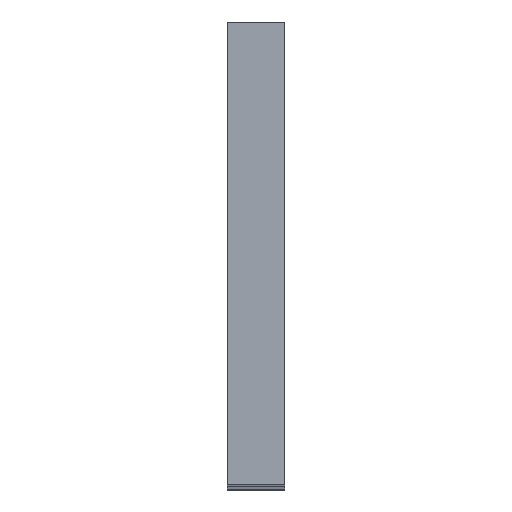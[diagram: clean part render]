
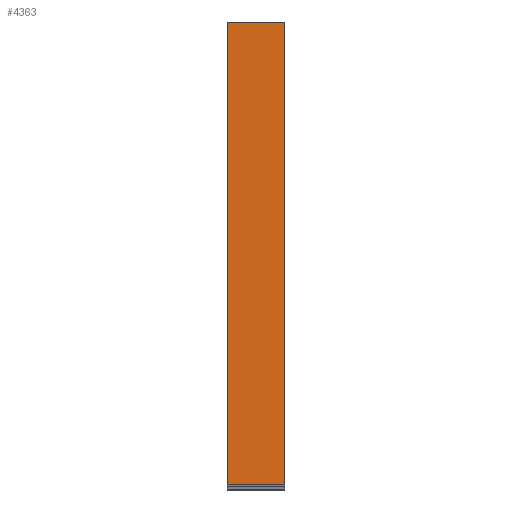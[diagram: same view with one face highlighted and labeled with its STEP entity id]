
A CAD part, top view. The second image highlights one B-rep face of the part: STEP entity #4363.
In plain terms, the highlighted planar face has unit normal (0, 0, 1).
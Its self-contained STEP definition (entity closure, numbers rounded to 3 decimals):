
#32 = PLANE('',#33);
#33 = AXIS2_PLACEMENT_3D('',#34,#35,#36);
#34 = CARTESIAN_POINT('',(1628.,-470.,-480.5));
#35 = DIRECTION('',(-1.,0.,0.));
#36 = DIRECTION('',(0.,0.,1.));
#235 = VERTEX_POINT('',#236);
#236 = CARTESIAN_POINT('',(1628.,-530.,-103.));
#250 = PLANE('',#251);
#251 = AXIS2_PLACEMENT_3D('',#252,#253,#254);
#252 = CARTESIAN_POINT('',(1628.,-530.,-838.));
#253 = DIRECTION('',(0.,-1.,0.));
#254 = DIRECTION('',(0.,0.,1.));
#262 = EDGE_CURVE('',#235,#263,#265,.T.);
#263 = VERTEX_POINT('',#264);
#264 = CARTESIAN_POINT('',(1628.,-410.,-103.));
#265 = SURFACE_CURVE('',#266,(#270,#277),.PCURVE_S1.);
#266 = LINE('',#267,#268);
#267 = CARTESIAN_POINT('',(1628.,-530.,-103.));
#268 = VECTOR('',#269,1.);
#269 = DIRECTION('',(0.,1.,0.));
#270 = PCURVE('',#32,#271);
#271 = DEFINITIONAL_REPRESENTATION('',(#272),#276);
#272 = LINE('',#273,#274);
#273 = CARTESIAN_POINT('',(377.5,-60.));
#274 = VECTOR('',#275,1.);
#275 = DIRECTION('',(0.,1.));
#276 = ( GEOMETRIC_REPRESENTATION_CONTEXT(2) 
PARAMETRIC_REPRESENTATION_CONTEXT() REPRESENTATION_CONTEXT('2D SPACE',''
  ) );
#277 = PCURVE('',#278,#283);
#278 = PLANE('',#279);
#279 = AXIS2_PLACEMENT_3D('',#280,#281,#282);
#280 = CARTESIAN_POINT('',(1628.,-470.,-103.));
#281 = DIRECTION('',(0.,0.,1.));
#282 = DIRECTION('',(-1.,0.,0.));
#283 = DEFINITIONAL_REPRESENTATION('',(#284),#288);
#284 = LINE('',#285,#286);
#285 = CARTESIAN_POINT('',(0.,60.));
#286 = VECTOR('',#287,1.);
#287 = DIRECTION('',(0.,-1.));
#288 = ( GEOMETRIC_REPRESENTATION_CONTEXT(2) 
PARAMETRIC_REPRESENTATION_CONTEXT() REPRESENTATION_CONTEXT('2D SPACE',''
  ) );
#306 = PLANE('',#307);
#307 = AXIS2_PLACEMENT_3D('',#308,#309,#310);
#308 = CARTESIAN_POINT('',(1628.,-410.,-123.));
#309 = DIRECTION('',(0.,1.,0.));
#310 = DIRECTION('',(0.,0.,-1.));
#1333 = PLANE('',#1334);
#1334 = AXIS2_PLACEMENT_3D('',#1335,#1336,#1337);
#1335 = CARTESIAN_POINT('',(1613.,-470.,-480.5));
#1336 = DIRECTION('',(-1.,0.,0.));
#1337 = DIRECTION('',(0.,0.,1.));
#1518 = VERTEX_POINT('',#1519);
#1519 = CARTESIAN_POINT('',(1613.,-410.,-103.));
#1540 = EDGE_CURVE('',#1518,#1541,#1543,.T.);
#1541 = VERTEX_POINT('',#1542);
#1542 = CARTESIAN_POINT('',(1613.,-530.,-103.));
#1543 = SURFACE_CURVE('',#1544,(#1548,#1555),.PCURVE_S1.);
#1544 = LINE('',#1545,#1546);
#1545 = CARTESIAN_POINT('',(1613.,-410.,-103.));
#1546 = VECTOR('',#1547,1.);
#1547 = DIRECTION('',(0.,-1.,0.));
#1548 = PCURVE('',#1333,#1549);
#1549 = DEFINITIONAL_REPRESENTATION('',(#1550),#1554);
#1550 = LINE('',#1551,#1552);
#1551 = CARTESIAN_POINT('',(377.5,60.));
#1552 = VECTOR('',#1553,1.);
#1553 = DIRECTION('',(0.,-1.));
#1554 = ( GEOMETRIC_REPRESENTATION_CONTEXT(2) 
PARAMETRIC_REPRESENTATION_CONTEXT() REPRESENTATION_CONTEXT('2D SPACE',''
  ) );
#1555 = PCURVE('',#278,#1556);
#1556 = DEFINITIONAL_REPRESENTATION('',(#1557),#1561);
#1557 = LINE('',#1558,#1559);
#1558 = CARTESIAN_POINT('',(15.,-60.));
#1559 = VECTOR('',#1560,1.);
#1560 = DIRECTION('',(0.,1.));
#1561 = ( GEOMETRIC_REPRESENTATION_CONTEXT(2) 
PARAMETRIC_REPRESENTATION_CONTEXT() REPRESENTATION_CONTEXT('2D SPACE',''
  ) );
#4267 = EDGE_CURVE('',#1541,#235,#4268,.T.);
#4268 = SURFACE_CURVE('',#4269,(#4273,#4280),.PCURVE_S1.);
#4269 = LINE('',#4270,#4271);
#4270 = CARTESIAN_POINT('',(1613.,-530.,-103.));
#4271 = VECTOR('',#4272,1.);
#4272 = DIRECTION('',(1.,0.,0.));
#4273 = PCURVE('',#250,#4274);
#4274 = DEFINITIONAL_REPRESENTATION('',(#4275),#4279);
#4275 = LINE('',#4276,#4277);
#4276 = CARTESIAN_POINT('',(735.,15.));
#4277 = VECTOR('',#4278,1.);
#4278 = DIRECTION('',(0.,-1.));
#4279 = ( GEOMETRIC_REPRESENTATION_CONTEXT(2) 
PARAMETRIC_REPRESENTATION_CONTEXT() REPRESENTATION_CONTEXT('2D SPACE',''
  ) );
#4280 = PCURVE('',#278,#4281);
#4281 = DEFINITIONAL_REPRESENTATION('',(#4282),#4286);
#4282 = LINE('',#4283,#4284);
#4283 = CARTESIAN_POINT('',(15.,60.));
#4284 = VECTOR('',#4285,1.);
#4285 = DIRECTION('',(-1.,0.));
#4286 = ( GEOMETRIC_REPRESENTATION_CONTEXT(2) 
PARAMETRIC_REPRESENTATION_CONTEXT() REPRESENTATION_CONTEXT('2D SPACE',''
  ) );
#4363 = ADVANCED_FACE('',(#4364),#278,.T.);
#4364 = FACE_BOUND('',#4365,.F.);
#4365 = EDGE_LOOP('',(#4366,#4367,#4368,#4369));
#4366 = ORIENTED_EDGE('',*,*,#262,.F.);
#4367 = ORIENTED_EDGE('',*,*,#4267,.F.);
#4368 = ORIENTED_EDGE('',*,*,#1540,.F.);
#4369 = ORIENTED_EDGE('',*,*,#4370,.F.);
#4370 = EDGE_CURVE('',#263,#1518,#4371,.T.);
#4371 = SURFACE_CURVE('',#4372,(#4376,#4383),.PCURVE_S1.);
#4372 = LINE('',#4373,#4374);
#4373 = CARTESIAN_POINT('',(1628.,-410.,-103.));
#4374 = VECTOR('',#4375,1.);
#4375 = DIRECTION('',(-1.,0.,0.));
#4376 = PCURVE('',#278,#4377);
#4377 = DEFINITIONAL_REPRESENTATION('',(#4378),#4382);
#4378 = LINE('',#4379,#4380);
#4379 = CARTESIAN_POINT('',(0.,-60.));
#4380 = VECTOR('',#4381,1.);
#4381 = DIRECTION('',(1.,0.));
#4382 = ( GEOMETRIC_REPRESENTATION_CONTEXT(2) 
PARAMETRIC_REPRESENTATION_CONTEXT() REPRESENTATION_CONTEXT('2D SPACE',''
  ) );
#4383 = PCURVE('',#306,#4384);
#4384 = DEFINITIONAL_REPRESENTATION('',(#4385),#4389);
#4385 = LINE('',#4386,#4387);
#4386 = CARTESIAN_POINT('',(-20.,0.));
#4387 = VECTOR('',#4388,1.);
#4388 = DIRECTION('',(0.,1.));
#4389 = ( GEOMETRIC_REPRESENTATION_CONTEXT(2) 
PARAMETRIC_REPRESENTATION_CONTEXT() REPRESENTATION_CONTEXT('2D SPACE',''
  ) );
